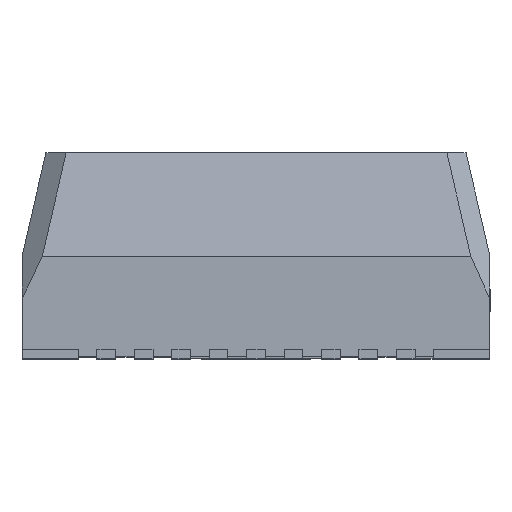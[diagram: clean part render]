
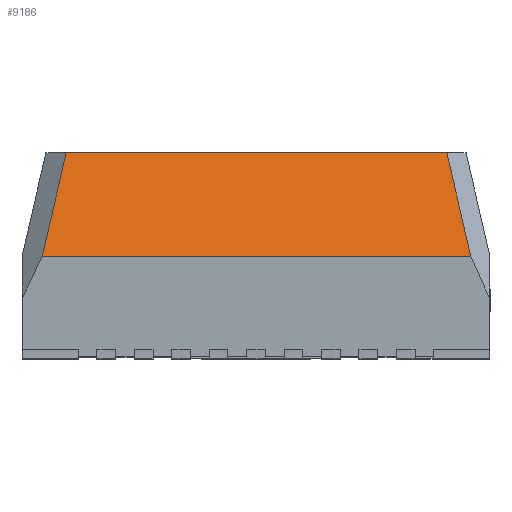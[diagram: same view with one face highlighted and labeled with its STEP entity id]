
A CAD part, top view. The second image highlights one B-rep face of the part: STEP entity #9186.
In plain terms, the highlighted planar face has unit normal (0, 0.225, 0.974).
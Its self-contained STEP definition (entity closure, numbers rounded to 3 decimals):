
#78 = LINE ( 'NONE', #9726, #6674 ) ;
#799 = LINE ( 'NONE', #10330, #9795 ) ;
#1743 = CARTESIAN_POINT ( 'NONE',  ( -5., 2.18, 5. ) ) ;
#2097 = LINE ( 'NONE', #2187, #15746 ) ;
#2187 = CARTESIAN_POINT ( 'NONE',  ( -4.588, 2.09, 5.021 ) ) ;
#2866 = VERTEX_POINT ( 'NONE', #4214 ) ;
#3157 = DIRECTION ( 'NONE',  ( 0., 0.225, 0.974 ) ) ;
#3370 = AXIS2_PLACEMENT_3D ( 'NONE', #1743, #3157, #15656 ) ;
#3405 = VECTOR ( 'NONE', #10356, 1000. ) ;
#3463 = ORIENTED_EDGE ( 'NONE', *, *, #7168, .T. ) ;
#4115 = DIRECTION ( 'NONE',  ( 1., 0., 0. ) ) ;
#4214 = CARTESIAN_POINT ( 'NONE',  ( -4.055, 4.4, 4.487 ) ) ;
#6379 = VERTEX_POINT ( 'NONE', #8344 ) ;
#6668 = DIRECTION ( 'NONE',  ( -0.219, -0.951, 0.219 ) ) ;
#6674 = VECTOR ( 'NONE', #4115, 1000. ) ;
#6714 = CARTESIAN_POINT ( 'NONE',  ( 4.077, 4.4, 4.487 ) ) ;
#6855 = EDGE_CURVE ( 'NONE', #2866, #12622, #2097, .T. ) ;
#7168 = EDGE_CURVE ( 'NONE', #6379, #9491, #14628, .T. ) ;
#7264 = FACE_OUTER_BOUND ( 'NONE', #16244, .T. ) ;
#7421 = DIRECTION ( 'NONE',  ( 1., 0., 0. ) ) ;
#8344 = CARTESIAN_POINT ( 'NONE',  ( 4.59, 2.18, 5. ) ) ;
#9186 = ADVANCED_FACE ( 'NONE', ( #7264 ), #17206, .T. ) ;
#9491 = VERTEX_POINT ( 'NONE', #6714 ) ;
#9726 = CARTESIAN_POINT ( 'NONE',  ( -5., 4.4, 4.487 ) ) ;
#9795 = VECTOR ( 'NONE', #7421, 1000. ) ;
#10330 = CARTESIAN_POINT ( 'NONE',  ( -5., 2.18, 5. ) ) ;
#10356 = DIRECTION ( 'NONE',  ( -0.219, 0.951, -0.219 ) ) ;
#10364 = EDGE_CURVE ( 'NONE', #12622, #6379, #799, .T. ) ;
#10753 = ORIENTED_EDGE ( 'NONE', *, *, #6855, .T. ) ;
#10791 = CARTESIAN_POINT ( 'NONE',  ( -4.568, 2.18, 5. ) ) ;
#11283 = EDGE_CURVE ( 'NONE', #2866, #9491, #78, .T. ) ;
#12531 = ORIENTED_EDGE ( 'NONE', *, *, #10364, .T. ) ;
#12622 = VERTEX_POINT ( 'NONE', #10791 ) ;
#12783 = ORIENTED_EDGE ( 'NONE', *, *, #11283, .F. ) ;
#14628 = LINE ( 'NONE', #15824, #3405 ) ;
#15656 = DIRECTION ( 'NONE',  ( 0., 0.974, -0.225 ) ) ;
#15746 = VECTOR ( 'NONE', #6668, 1000. ) ;
#15824 = CARTESIAN_POINT ( 'NONE',  ( 4.128, 4.181, 4.538 ) ) ;
#16244 = EDGE_LOOP ( 'NONE', ( #12531, #3463, #12783, #10753 ) ) ;
#17206 = PLANE ( 'NONE',  #3370 ) ;
